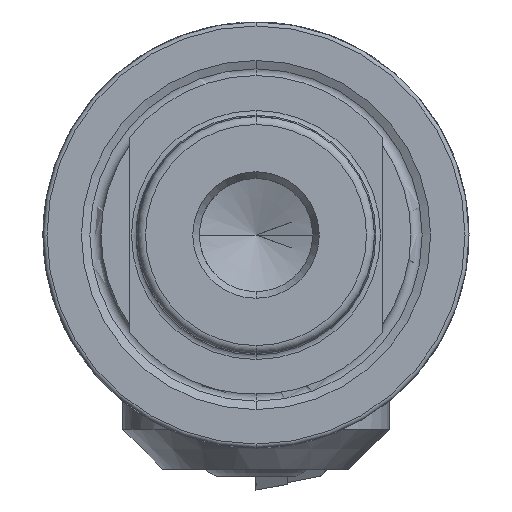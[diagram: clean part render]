
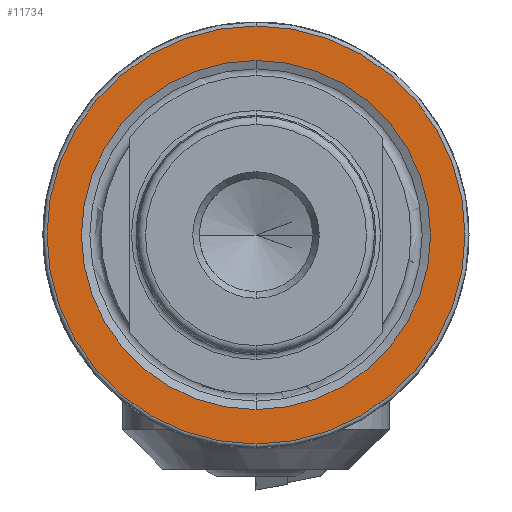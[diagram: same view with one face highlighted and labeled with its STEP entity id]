
A CAD part, left-side view. The second image highlights one B-rep face of the part: STEP entity #11734.
In plain terms, the highlighted planar face has unit normal (-1, 0, 0).
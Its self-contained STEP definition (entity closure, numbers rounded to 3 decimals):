
#29 = FACE_OUTER_BOUND ( 'NONE', #20842, .T. ) ;
#379 = CARTESIAN_POINT ( 'NONE',  ( 0., 0., -13.109 ) ) ;
#1742 = CARTESIAN_POINT ( 'NONE',  ( 0., 0., 13.109 ) ) ;
#2512 = CIRCLE ( 'NONE', #7360, 13.109 ) ;
#3157 = CARTESIAN_POINT ( 'NONE',  ( 0., 0., 0. ) ) ;
#4031 = EDGE_CURVE ( 'NONE', #26755, #4572, #31150, .T. ) ;
#4572 = VERTEX_POINT ( 'NONE', #21687 ) ;
#5782 = DIRECTION ( 'NONE',  ( 0., 0., 1. ) ) ;
#6371 = DIRECTION ( 'NONE',  ( -1., 0., 0. ) ) ;
#7360 = AXIS2_PLACEMENT_3D ( 'NONE', #3157, #21156, #5782 ) ;
#7574 = DIRECTION ( 'NONE',  ( -1., 0., 0. ) ) ;
#7735 = FACE_BOUND ( 'NONE', #12660, .T. ) ;
#11120 = VERTEX_POINT ( 'NONE', #379 ) ;
#11734 = ADVANCED_FACE ( 'NONE', ( #7735, #29 ), #24741, .F. ) ;
#12660 = EDGE_LOOP ( 'NONE', ( #26874, #29125 ) ) ;
#17251 = DIRECTION ( 'NONE',  ( 0., 0., -1. ) ) ;
#18829 = CARTESIAN_POINT ( 'NONE',  ( 0., 0., 15.7 ) ) ;
#19721 = CARTESIAN_POINT ( 'NONE',  ( 0., 13.109, 0. ) ) ;
#19934 = CIRCLE ( 'NONE', #28160, 15.7 ) ;
#20810 = ORIENTED_EDGE ( 'NONE', *, *, #4031, .T. ) ;
#20842 = EDGE_LOOP ( 'NONE', ( #20810, #22708 ) ) ;
#21156 = DIRECTION ( 'NONE',  ( -1., 0., 0. ) ) ;
#21687 = CARTESIAN_POINT ( 'NONE',  ( 0., 0., -15.7 ) ) ;
#21707 = CARTESIAN_POINT ( 'NONE',  ( 0., 0., 0. ) ) ;
#22708 = ORIENTED_EDGE ( 'NONE', *, *, #22962, .T. ) ;
#22885 = CARTESIAN_POINT ( 'NONE',  ( 0., 0., 0. ) ) ;
#22962 = EDGE_CURVE ( 'NONE', #4572, #26755, #19934, .T. ) ;
#24184 = VERTEX_POINT ( 'NONE', #1742 ) ;
#24237 = DIRECTION ( 'NONE',  ( 0., 0., 1. ) ) ;
#24741 = PLANE ( 'NONE',  #27601 ) ;
#25055 = EDGE_CURVE ( 'NONE', #11120, #24184, #2512, .T. ) ;
#25379 = DIRECTION ( 'NONE',  ( 0., 0., 1. ) ) ;
#26755 = VERTEX_POINT ( 'NONE', #18829 ) ;
#26874 = ORIENTED_EDGE ( 'NONE', *, *, #29611, .F. ) ;
#27601 = AXIS2_PLACEMENT_3D ( 'NONE', #19721, #32248, #17251 ) ;
#27965 = CIRCLE ( 'NONE', #31436, 13.109 ) ;
#28160 = AXIS2_PLACEMENT_3D ( 'NONE', #21707, #6371, #24237 ) ;
#28953 = AXIS2_PLACEMENT_3D ( 'NONE', #31023, #30918, #30793 ) ;
#29125 = ORIENTED_EDGE ( 'NONE', *, *, #25055, .F. ) ;
#29611 = EDGE_CURVE ( 'NONE', #24184, #11120, #27965, .T. ) ;
#30793 = DIRECTION ( 'NONE',  ( 0., 0., 1. ) ) ;
#30918 = DIRECTION ( 'NONE',  ( -1., 0., 0. ) ) ;
#31023 = CARTESIAN_POINT ( 'NONE',  ( 0., 0., 0. ) ) ;
#31150 = CIRCLE ( 'NONE', #28953, 15.7 ) ;
#31436 = AXIS2_PLACEMENT_3D ( 'NONE', #22885, #7574, #25379 ) ;
#32248 = DIRECTION ( 'NONE',  ( 1., 0., 0. ) ) ;
